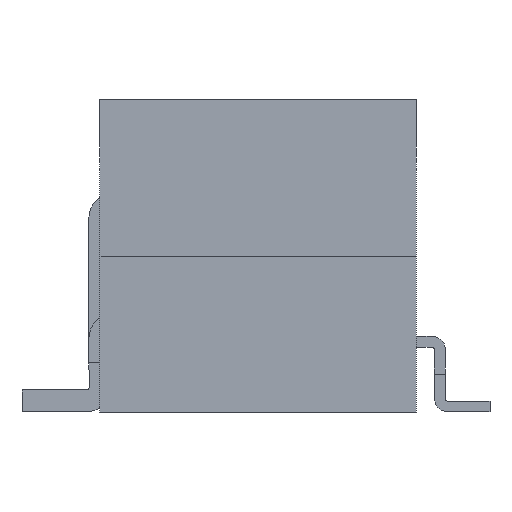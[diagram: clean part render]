
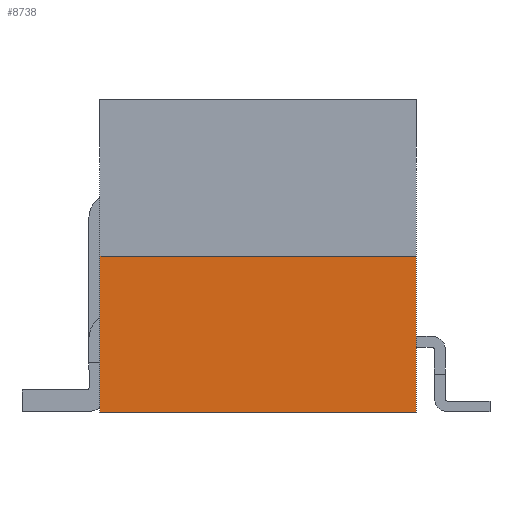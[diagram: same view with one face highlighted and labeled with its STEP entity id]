
A CAD part, left-side view. The second image highlights one B-rep face of the part: STEP entity #8738.
In plain terms, the highlighted planar face has unit normal (-1, 0, 0).
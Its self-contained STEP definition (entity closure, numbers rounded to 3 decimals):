
#1901 = PLANE('',#1902);
#1902 = AXIS2_PLACEMENT_3D('',#1903,#1904,#1905);
#1903 = CARTESIAN_POINT('',(10.75,7.1,7.));
#1904 = DIRECTION('',(0.,0.,1.));
#1905 = DIRECTION('',(-1.,0.,0.));
#2000 = PLANE('',#2001);
#2001 = AXIS2_PLACEMENT_3D('',#2002,#2003,#2004);
#2002 = CARTESIAN_POINT('',(10.75,7.1,0.));
#2003 = DIRECTION('',(0.,0.,1.));
#2004 = DIRECTION('',(-1.,0.,0.));
#7418 = VERTEX_POINT('',#7419);
#7419 = CARTESIAN_POINT('',(-10.75,-7.1,0.));
#7428 = PLANE('',#7429);
#7429 = AXIS2_PLACEMENT_3D('',#7430,#7431,#7432);
#7430 = CARTESIAN_POINT('',(-10.75,-7.1,0.));
#7431 = DIRECTION('',(0.,-1.,0.));
#7432 = DIRECTION('',(0.,0.,1.));
#7493 = VERTEX_POINT('',#7494);
#7494 = CARTESIAN_POINT('',(-10.75,-7.1,7.));
#7515 = EDGE_CURVE('',#7418,#7493,#7516,.T.);
#7516 = SURFACE_CURVE('',#7517,(#7521,#7528),.PCURVE_S1.);
#7517 = LINE('',#7518,#7519);
#7518 = CARTESIAN_POINT('',(-10.75,-7.1,0.));
#7519 = VECTOR('',#7520,1.);
#7520 = DIRECTION('',(0.,0.,1.));
#7521 = PCURVE('',#7428,#7522);
#7522 = DEFINITIONAL_REPRESENTATION('',(#7523),#7527);
#7523 = LINE('',#7524,#7525);
#7524 = CARTESIAN_POINT('',(0.,0.));
#7525 = VECTOR('',#7526,1.);
#7526 = DIRECTION('',(1.,0.));
#7527 = ( GEOMETRIC_REPRESENTATION_CONTEXT(2) 
PARAMETRIC_REPRESENTATION_CONTEXT() REPRESENTATION_CONTEXT('2D SPACE',''
  ) );
#7528 = PCURVE('',#7529,#7534);
#7529 = PLANE('',#7530);
#7530 = AXIS2_PLACEMENT_3D('',#7531,#7532,#7533);
#7531 = CARTESIAN_POINT('',(-10.75,7.1,0.));
#7532 = DIRECTION('',(-1.,0.,0.));
#7533 = DIRECTION('',(0.,0.,-1.));
#7534 = DEFINITIONAL_REPRESENTATION('',(#7535),#7539);
#7535 = LINE('',#7536,#7537);
#7536 = CARTESIAN_POINT('',(0.,14.2));
#7537 = VECTOR('',#7538,1.);
#7538 = DIRECTION('',(-1.,0.));
#7539 = ( GEOMETRIC_REPRESENTATION_CONTEXT(2) 
PARAMETRIC_REPRESENTATION_CONTEXT() REPRESENTATION_CONTEXT('2D SPACE',''
  ) );
#7637 = EDGE_CURVE('',#7638,#7418,#7640,.T.);
#7638 = VERTEX_POINT('',#7639);
#7639 = CARTESIAN_POINT('',(-10.75,7.1,0.));
#7640 = SURFACE_CURVE('',#7641,(#7645,#7652),.PCURVE_S1.);
#7641 = LINE('',#7642,#7643);
#7642 = CARTESIAN_POINT('',(-10.75,7.1,0.));
#7643 = VECTOR('',#7644,1.);
#7644 = DIRECTION('',(0.,-1.,0.));
#7645 = PCURVE('',#2000,#7646);
#7646 = DEFINITIONAL_REPRESENTATION('',(#7647),#7651);
#7647 = LINE('',#7648,#7649);
#7648 = CARTESIAN_POINT('',(21.5,0.));
#7649 = VECTOR('',#7650,1.);
#7650 = DIRECTION('',(0.,1.));
#7651 = ( GEOMETRIC_REPRESENTATION_CONTEXT(2) 
PARAMETRIC_REPRESENTATION_CONTEXT() REPRESENTATION_CONTEXT('2D SPACE',''
  ) );
#7652 = PCURVE('',#7529,#7653);
#7653 = DEFINITIONAL_REPRESENTATION('',(#7654),#7658);
#7654 = LINE('',#7655,#7656);
#7655 = CARTESIAN_POINT('',(0.,0.));
#7656 = VECTOR('',#7657,1.);
#7657 = DIRECTION('',(0.,1.));
#7658 = ( GEOMETRIC_REPRESENTATION_CONTEXT(2) 
PARAMETRIC_REPRESENTATION_CONTEXT() REPRESENTATION_CONTEXT('2D SPACE',''
  ) );
#7676 = PLANE('',#7677);
#7677 = AXIS2_PLACEMENT_3D('',#7678,#7679,#7680);
#7678 = CARTESIAN_POINT('',(10.75,7.1,0.));
#7679 = DIRECTION('',(0.,1.,0.));
#7680 = DIRECTION('',(0.,0.,-1.));
#8575 = VERTEX_POINT('',#8576);
#8576 = CARTESIAN_POINT('',(-10.75,7.1,7.));
#8597 = EDGE_CURVE('',#8575,#7493,#8598,.T.);
#8598 = SURFACE_CURVE('',#8599,(#8603,#8610),.PCURVE_S1.);
#8599 = LINE('',#8600,#8601);
#8600 = CARTESIAN_POINT('',(-10.75,7.1,7.));
#8601 = VECTOR('',#8602,1.);
#8602 = DIRECTION('',(0.,-1.,0.));
#8603 = PCURVE('',#1901,#8604);
#8604 = DEFINITIONAL_REPRESENTATION('',(#8605),#8609);
#8605 = LINE('',#8606,#8607);
#8606 = CARTESIAN_POINT('',(21.5,0.));
#8607 = VECTOR('',#8608,1.);
#8608 = DIRECTION('',(0.,1.));
#8609 = ( GEOMETRIC_REPRESENTATION_CONTEXT(2) 
PARAMETRIC_REPRESENTATION_CONTEXT() REPRESENTATION_CONTEXT('2D SPACE',''
  ) );
#8610 = PCURVE('',#7529,#8611);
#8611 = DEFINITIONAL_REPRESENTATION('',(#8612),#8616);
#8612 = LINE('',#8613,#8614);
#8613 = CARTESIAN_POINT('',(-7.,0.));
#8614 = VECTOR('',#8615,1.);
#8615 = DIRECTION('',(0.,1.));
#8616 = ( GEOMETRIC_REPRESENTATION_CONTEXT(2) 
PARAMETRIC_REPRESENTATION_CONTEXT() REPRESENTATION_CONTEXT('2D SPACE',''
  ) );
#8738 = ADVANCED_FACE('',(#8739),#7529,.T.);
#8739 = FACE_BOUND('',#8740,.T.);
#8740 = EDGE_LOOP('',(#8741,#8742,#8763,#8764));
#8741 = ORIENTED_EDGE('',*,*,#8597,.F.);
#8742 = ORIENTED_EDGE('',*,*,#8743,.F.);
#8743 = EDGE_CURVE('',#7638,#8575,#8744,.T.);
#8744 = SURFACE_CURVE('',#8745,(#8749,#8756),.PCURVE_S1.);
#8745 = LINE('',#8746,#8747);
#8746 = CARTESIAN_POINT('',(-10.75,7.1,0.));
#8747 = VECTOR('',#8748,1.);
#8748 = DIRECTION('',(0.,0.,1.));
#8749 = PCURVE('',#7529,#8750);
#8750 = DEFINITIONAL_REPRESENTATION('',(#8751),#8755);
#8751 = LINE('',#8752,#8753);
#8752 = CARTESIAN_POINT('',(0.,0.));
#8753 = VECTOR('',#8754,1.);
#8754 = DIRECTION('',(-1.,0.));
#8755 = ( GEOMETRIC_REPRESENTATION_CONTEXT(2) 
PARAMETRIC_REPRESENTATION_CONTEXT() REPRESENTATION_CONTEXT('2D SPACE',''
  ) );
#8756 = PCURVE('',#7676,#8757);
#8757 = DEFINITIONAL_REPRESENTATION('',(#8758),#8762);
#8758 = LINE('',#8759,#8760);
#8759 = CARTESIAN_POINT('',(0.,21.5));
#8760 = VECTOR('',#8761,1.);
#8761 = DIRECTION('',(-1.,0.));
#8762 = ( GEOMETRIC_REPRESENTATION_CONTEXT(2) 
PARAMETRIC_REPRESENTATION_CONTEXT() REPRESENTATION_CONTEXT('2D SPACE',''
  ) );
#8763 = ORIENTED_EDGE('',*,*,#7637,.T.);
#8764 = ORIENTED_EDGE('',*,*,#7515,.T.);
